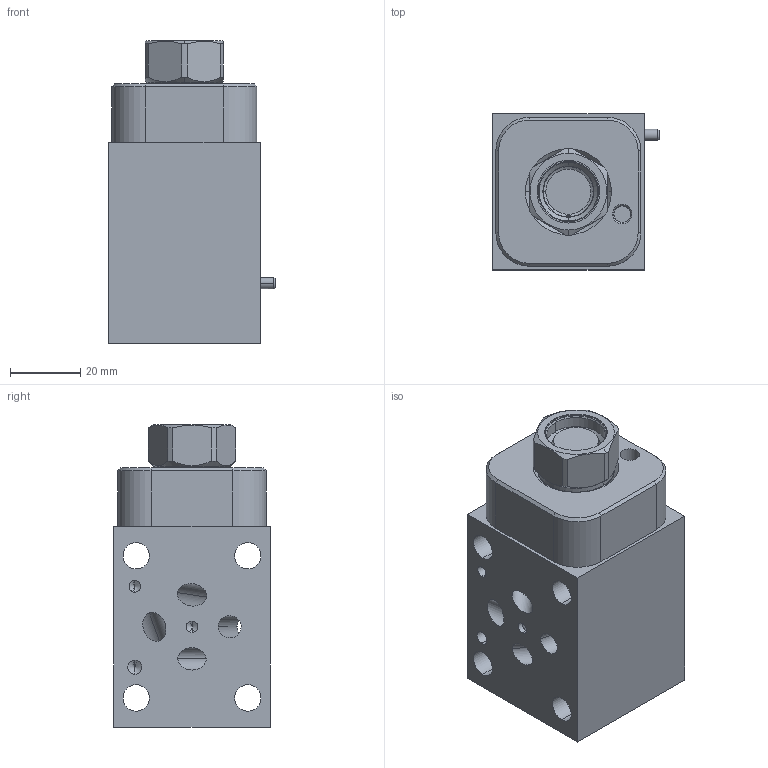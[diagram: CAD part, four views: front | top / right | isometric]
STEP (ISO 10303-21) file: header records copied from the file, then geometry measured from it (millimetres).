
FILE_DESCRIPTION((''),'2;1');
FILE_NAME('PPDB8WN-EBP_ASM','2025-01-13T',('ProEService'),(''),'PRO/ENGINEER BY PARAMETRIC TECHNOLOGY CORPORATION, 2014200','PRO/ENGINEER BY PARAMETRIC TECHNOLOGY CORPORATION, 2014200','');
FILE_SCHEMA(('CONFIG_CONTROL_DESIGN'));
Length unit declared in the file: inch
Products named in the file (8): 150-227-001; 850-004-218; PPDB8WN; 340-003; 811-001-006; 500-001-012; 700-002; PPDB8WN-EBP_ASM
Assembly tree (10 placements, depth 2):
  PPDB8WN-EBP_ASM
    150-227-001
    850-004-218
    PPDB8WN
    340-003
    811-001-006
    500-001-012  x4
    700-002
Bounding box: 47.5 x 44.45 x 86.11 mm (x, y, z)
Volume: 121454.1 mm3; surface area: 40498.1 mm2
Topology: 8 solids, 8 shells, 430 faces, 1269 edges, 990 vertices
Faces by surface type: cylinder 194, cone 98, plane 83, torus 33, sphere 12, revolution 10
Entity records: 17576 total; most frequent: CARTESIAN_POINT 6081, DIRECTION 2462, ORIENTED_EDGE 2040, EDGE_CURVE 1020, AXIS2_PLACEMENT_3D 923, VERTEX_POINT 629, VECTOR 606, LINE 606
